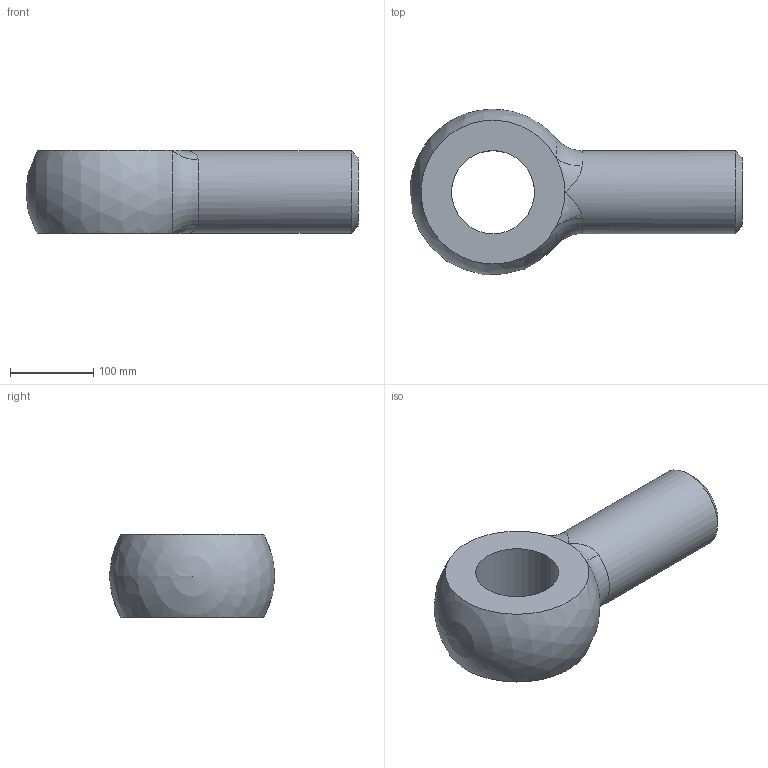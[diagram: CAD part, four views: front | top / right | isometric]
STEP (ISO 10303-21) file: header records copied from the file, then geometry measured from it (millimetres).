
FILE_DESCRIPTION (( 'STEP AP214' ), '1' );
FILE_NAME ('eye bolt.STEP', '2023-11-03T08:14:35', ( '' ), ( '' ), 'SwSTEP 2.0', 'SolidWorks 2020', '' );
FILE_SCHEMA (( 'AUTOMOTIVE_DESIGN' ));
Length unit declared in the file: millimetre
Products named in the file (1): eye bolt
Bounding box: 400 x 199.4 x 100.03 mm (x, y, z)
Volume: 3721169.1 mm3; surface area: 190022.7 mm2
Topology: 1 solids, 1 shells, 11 faces, 25 edges, 15 vertices
Faces by surface type: plane 3, cylinder 2, torus 2, bspline 2, cone 1, sphere 1
Full cylindrical faces by diameter (mm): 100 x2
Entity records: 802 total; most frequent: CARTESIAN_POINT 550, DIRECTION 52, ORIENTED_EDGE 36, AXIS2_PLACEMENT_3D 26, EDGE_CURVE 18, CIRCLE 16, EDGE_LOOP 16, FACE_OUTER_BOUND 13
